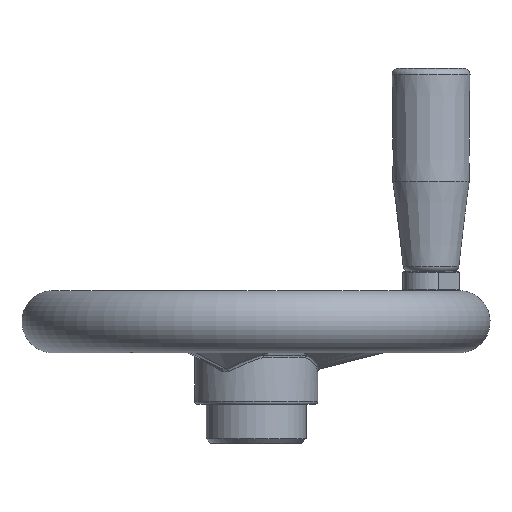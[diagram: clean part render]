
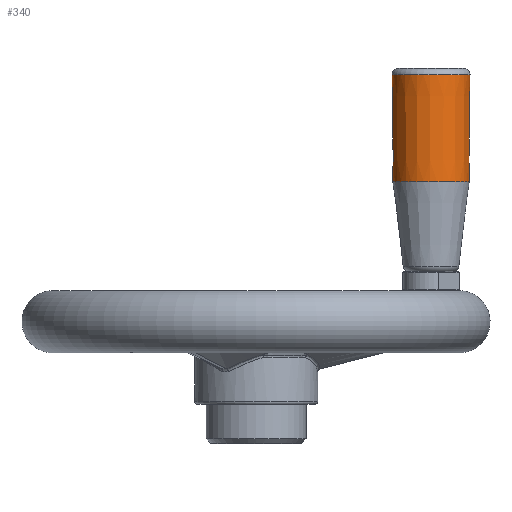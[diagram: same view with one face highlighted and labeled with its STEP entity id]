
A CAD part, front view. The second image highlights one B-rep face of the part: STEP entity #340.
In plain terms, the highlighted conical face has half-angle 0.395 degrees and reference radius 12.25 mm.
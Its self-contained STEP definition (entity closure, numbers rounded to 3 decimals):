
#340 = ADVANCED_FACE( '', ( #821, #822 ), #823, .T. );
#821 = FACE_OUTER_BOUND( '', #3693, .T. );
#822 = FACE_BOUND( '', #3694, .T. );
#823 = CONICAL_SURFACE( '', #3695, 12.25, 0.007 );
#3693 = EDGE_LOOP( '', ( #9384 ) );
#3694 = EDGE_LOOP( '', ( #9385 ) );
#3695 = AXIS2_PLACEMENT_3D( '', #9386, #9387, #9388 );
#9384 = ORIENTED_EDGE( '', *, *, #10651, .T. );
#9385 = ORIENTED_EDGE( '', *, *, #10652, .T. );
#9386 = CARTESIAN_POINT( '', ( 56., 0., 83.8 ) );
#9387 = DIRECTION( '', ( 0., 0., 1. ) );
#9388 = DIRECTION( '', ( 0.855, -0.518, 0. ) );
#10651 = EDGE_CURVE( '', #11476, #11476, #11477, .T. );
#10652 = EDGE_CURVE( '', #11478, #11478, #11479, .T. );
#11476 = VERTEX_POINT( '', #14452 );
#11477 = CIRCLE( '', #14453, 12.486 );
#11478 = VERTEX_POINT( '', #14454 );
#11479 = CIRCLE( '', #14455, 12.25 );
#14452 = CARTESIAN_POINT( '', ( 45.322, 6.472, 118.086 ) );
#14453 = AXIS2_PLACEMENT_3D( '', #17556, #17557, #17558 );
#14454 = CARTESIAN_POINT( '', ( 66.476, -6.349, 83.8 ) );
#14455 = AXIS2_PLACEMENT_3D( '', #17559, #17560, #17561 );
#17556 = CARTESIAN_POINT( '', ( 56., 0., 118.086 ) );
#17557 = DIRECTION( '', ( 0., 0., -1. ) );
#17558 = DIRECTION( '', ( -0.855, 0.518, 0. ) );
#17559 = CARTESIAN_POINT( '', ( 56., 0., 83.8 ) );
#17560 = DIRECTION( '', ( 0., 0., 1. ) );
#17561 = DIRECTION( '', ( 0.855, -0.518, 0. ) );
